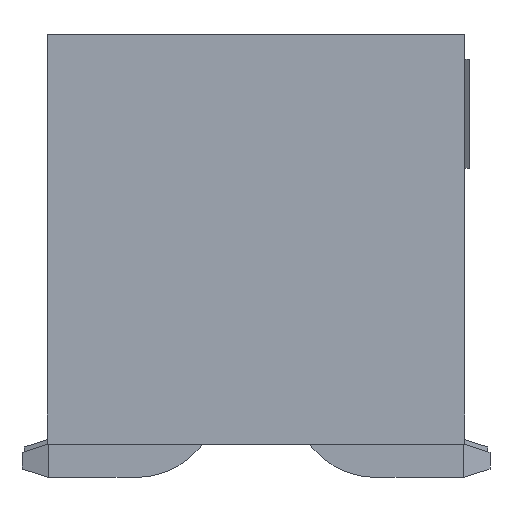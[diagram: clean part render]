
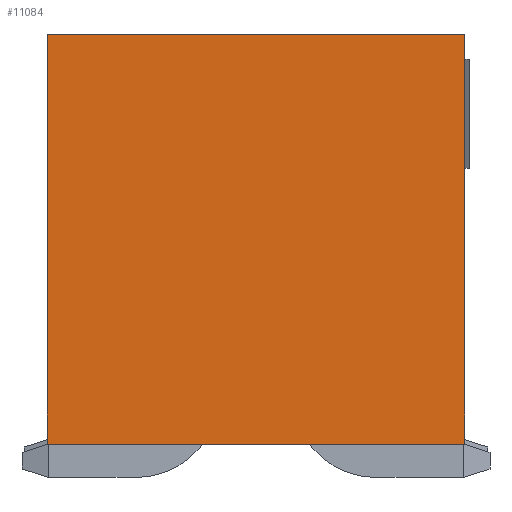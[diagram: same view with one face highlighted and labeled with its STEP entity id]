
A CAD part, left-side view. The second image highlights one B-rep face of the part: STEP entity #11084.
In plain terms, the highlighted planar face has unit normal (-1, 0, 0).
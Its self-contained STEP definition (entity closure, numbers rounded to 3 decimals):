
#259 = VERTEX_POINT('',#260);
#260 = CARTESIAN_POINT('',(-15.875,-2.5,2.45));
#266 = EDGE_CURVE('',#267,#259,#269,.T.);
#267 = VERTEX_POINT('',#268);
#268 = CARTESIAN_POINT('',(-15.875,-2.5,-2.45));
#269 = LINE('',#270,#271);
#270 = CARTESIAN_POINT('',(-15.875,-2.5,-2.45));
#271 = VECTOR('',#272,1.);
#272 = DIRECTION('',(0.,0.,1.));
#8112 = EDGE_CURVE('',#267,#8113,#8115,.T.);
#8113 = VERTEX_POINT('',#8114);
#8114 = CARTESIAN_POINT('',(-15.875,2.5,-2.45));
#8115 = LINE('',#8116,#8117);
#8116 = CARTESIAN_POINT('',(-15.875,-2.5,-2.45));
#8117 = VECTOR('',#8118,1.);
#8118 = DIRECTION('',(0.,1.,0.));
#8431 = EDGE_CURVE('',#8113,#8432,#8434,.T.);
#8432 = VERTEX_POINT('',#8433);
#8433 = CARTESIAN_POINT('',(-15.875,2.5,2.45));
#8434 = LINE('',#8435,#8436);
#8435 = CARTESIAN_POINT('',(-15.875,2.5,-2.45));
#8436 = VECTOR('',#8437,1.);
#8437 = DIRECTION('',(0.,0.,1.));
#11073 = EDGE_CURVE('',#259,#8432,#11074,.T.);
#11074 = LINE('',#11075,#11076);
#11075 = CARTESIAN_POINT('',(-15.875,-2.5,2.45));
#11076 = VECTOR('',#11077,1.);
#11077 = DIRECTION('',(0.,1.,0.));
#11084 = ADVANCED_FACE('',(#11085),#11091,.T.);
#11085 = FACE_BOUND('',#11086,.T.);
#11086 = EDGE_LOOP('',(#11087,#11088,#11089,#11090));
#11087 = ORIENTED_EDGE('',*,*,#8431,.F.);
#11088 = ORIENTED_EDGE('',*,*,#8112,.F.);
#11089 = ORIENTED_EDGE('',*,*,#266,.T.);
#11090 = ORIENTED_EDGE('',*,*,#11073,.T.);
#11091 = PLANE('',#11092);
#11092 = AXIS2_PLACEMENT_3D('',#11093,#11094,#11095);
#11093 = CARTESIAN_POINT('',(-15.875,-2.5,-2.45));
#11094 = DIRECTION('',(-1.,0.,0.));
#11095 = DIRECTION('',(0.,0.,1.));
